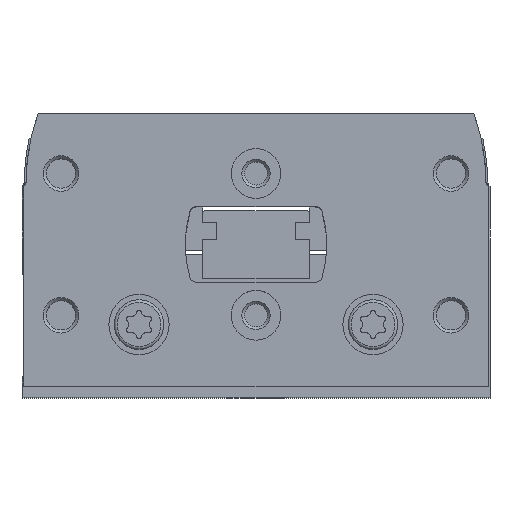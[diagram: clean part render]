
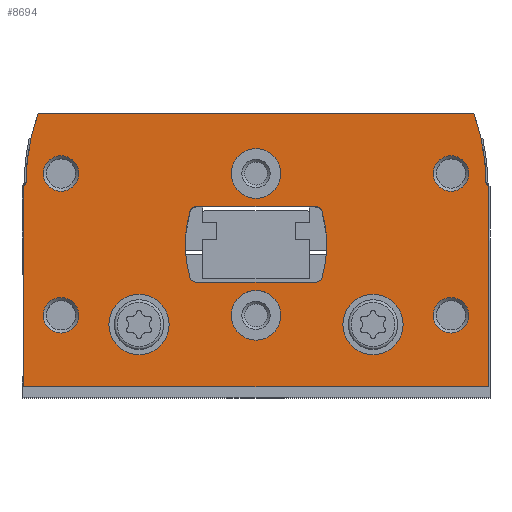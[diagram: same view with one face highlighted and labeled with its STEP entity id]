
A CAD part, top view. The second image highlights one B-rep face of the part: STEP entity #8694.
In plain terms, the highlighted planar face has unit normal (0, 0, 1).
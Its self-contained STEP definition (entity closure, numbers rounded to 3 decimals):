
#433=LINE('',#13581,#939);
#438=LINE('',#13591,#944);
#445=LINE('',#13608,#951);
#451=LINE('',#13620,#957);
#464=LINE('',#13686,#970);
#466=LINE('',#13692,#972);
#467=LINE('',#13720,#973);
#468=LINE('',#13740,#974);
#939=VECTOR('',#11081,1000.);
#944=VECTOR('',#11088,1000.);
#951=VECTOR('',#11103,1000.);
#957=VECTOR('',#11113,1000.);
#970=VECTOR('',#11164,1000.);
#972=VECTOR('',#11172,1000.);
#973=VECTOR('',#11201,1000.);
#974=VECTOR('',#11222,1000.);
#1238=PLANE('',#9435);
#2361=ORIENTED_EDGE('',*,*,#3953,.F.);
#2362=ORIENTED_EDGE('',*,*,#3954,.F.);
#2363=ORIENTED_EDGE('',*,*,#3955,.T.);
#2364=ORIENTED_EDGE('',*,*,#3956,.T.);
#2365=ORIENTED_EDGE('',*,*,#3957,.T.);
#2366=ORIENTED_EDGE('',*,*,#3958,.T.);
#2367=ORIENTED_EDGE('',*,*,#3959,.T.);
#2368=ORIENTED_EDGE('',*,*,#3960,.T.);
#2369=ORIENTED_EDGE('',*,*,#3918,.F.);
#2370=ORIENTED_EDGE('',*,*,#3934,.F.);
#2371=ORIENTED_EDGE('',*,*,#3930,.F.);
#2372=ORIENTED_EDGE('',*,*,#3927,.F.);
#2373=ORIENTED_EDGE('',*,*,#3961,.F.);
#2374=ORIENTED_EDGE('',*,*,#3962,.F.);
#2375=ORIENTED_EDGE('',*,*,#3963,.F.);
#2376=ORIENTED_EDGE('',*,*,#3921,.F.);
#2377=ORIENTED_EDGE('',*,*,#3905,.T.);
#2378=ORIENTED_EDGE('',*,*,#3899,.T.);
#2379=ORIENTED_EDGE('',*,*,#3938,.T.);
#2380=ORIENTED_EDGE('',*,*,#3885,.T.);
#2381=ORIENTED_EDGE('',*,*,#3890,.T.);
#2382=ORIENTED_EDGE('',*,*,#3894,.T.);
#2383=ORIENTED_EDGE('',*,*,#3952,.T.);
#2384=ORIENTED_EDGE('',*,*,#3911,.T.);
#3885=EDGE_CURVE('',#4775,#4774,#433,.T.);
#3890=EDGE_CURVE('',#4774,#4778,#438,.T.);
#3894=EDGE_CURVE('',#4778,#4780,#5312,.T.);
#3899=EDGE_CURVE('',#4782,#4784,#445,.T.);
#3905=EDGE_CURVE('',#4788,#4782,#451,.T.);
#3911=EDGE_CURVE('',#4793,#4788,#5314,.T.);
#3918=EDGE_CURVE('',#4797,#4798,#5317,.T.);
#3921=EDGE_CURVE('',#4798,#4799,#5318,.T.);
#3927=EDGE_CURVE('',#4803,#4804,#5321,.T.);
#3930=EDGE_CURVE('',#4804,#4806,#5322,.T.);
#3934=EDGE_CURVE('',#4806,#4797,#464,.T.);
#3938=EDGE_CURVE('',#4784,#4775,#466,.T.);
#3952=EDGE_CURVE('',#4780,#4793,#467,.T.);
#3953=EDGE_CURVE('',#4821,#4821,#5340,.T.);
#3954=EDGE_CURVE('',#4822,#4822,#5341,.T.);
#3955=EDGE_CURVE('',#4823,#4823,#5342,.T.);
#3956=EDGE_CURVE('',#4824,#4824,#5343,.T.);
#3957=EDGE_CURVE('',#4825,#4825,#5344,.T.);
#3958=EDGE_CURVE('',#4826,#4826,#5345,.T.);
#3959=EDGE_CURVE('',#4827,#4827,#5346,.T.);
#3960=EDGE_CURVE('',#4828,#4828,#5347,.T.);
#3961=EDGE_CURVE('',#4829,#4803,#5348,.T.);
#3962=EDGE_CURVE('',#4830,#4829,#468,.T.);
#3963=EDGE_CURVE('',#4799,#4830,#5349,.T.);
#4774=VERTEX_POINT('',#13580);
#4775=VERTEX_POINT('',#13582);
#4778=VERTEX_POINT('',#13590);
#4780=VERTEX_POINT('',#13597);
#4782=VERTEX_POINT('',#13602);
#4784=VERTEX_POINT('',#13607);
#4788=VERTEX_POINT('',#13618);
#4793=VERTEX_POINT('',#13633);
#4797=VERTEX_POINT('',#13647);
#4798=VERTEX_POINT('',#13649);
#4799=VERTEX_POINT('',#13657);
#4803=VERTEX_POINT('',#13670);
#4804=VERTEX_POINT('',#13672);
#4806=VERTEX_POINT('',#13681);
#4821=VERTEX_POINT('',#13723);
#4822=VERTEX_POINT('',#13725);
#4823=VERTEX_POINT('',#13727);
#4824=VERTEX_POINT('',#13729);
#4825=VERTEX_POINT('',#13731);
#4826=VERTEX_POINT('',#13733);
#4827=VERTEX_POINT('',#13735);
#4828=VERTEX_POINT('',#13737);
#4829=VERTEX_POINT('',#13739);
#4830=VERTEX_POINT('',#13741);
#5312=CIRCLE('',#9395,30.);
#5314=CIRCLE('',#9402,30.);
#5317=CIRCLE('',#9406,1.);
#5318=CIRCLE('',#9408,16.);
#5321=CIRCLE('',#9412,16.);
#5322=CIRCLE('',#9414,1.);
#5340=CIRCLE('',#9436,4.25);
#5341=CIRCLE('',#9437,4.25);
#5342=CIRCLE('',#9438,3.5);
#5343=CIRCLE('',#9439,3.5);
#5344=CIRCLE('',#9440,2.5);
#5345=CIRCLE('',#9441,2.5);
#5346=CIRCLE('',#9442,2.5);
#5347=CIRCLE('',#9443,2.5);
#5348=CIRCLE('',#9444,1.);
#5349=CIRCLE('',#9445,1.);
#5895=EDGE_LOOP('',(#2361));
#5896=EDGE_LOOP('',(#2362));
#5897=EDGE_LOOP('',(#2363));
#5898=EDGE_LOOP('',(#2364));
#5899=EDGE_LOOP('',(#2365));
#5900=EDGE_LOOP('',(#2366));
#5901=EDGE_LOOP('',(#2367));
#5902=EDGE_LOOP('',(#2368));
#5903=EDGE_LOOP('',(#2369,#2370,#2371,#2372,#2373,#2374,#2375,#2376));
#5904=EDGE_LOOP('',(#2377,#2378,#2379,#2380,#2381,#2382,#2383,#2384));
#6609=FACE_BOUND('',#5895,.T.);
#6610=FACE_BOUND('',#5896,.T.);
#6611=FACE_BOUND('',#5897,.T.);
#6612=FACE_BOUND('',#5898,.T.);
#6613=FACE_BOUND('',#5899,.T.);
#6614=FACE_BOUND('',#5900,.T.);
#6615=FACE_BOUND('',#5901,.T.);
#6616=FACE_BOUND('',#5902,.T.);
#6617=FACE_BOUND('',#5903,.T.);
#6618=FACE_BOUND('',#5904,.T.);
#8694=ADVANCED_FACE('',(#6609,#6610,#6611,#6612,#6613,#6614,#6615,#6616,
#6617,#6618),#1238,.T.);
#9395=AXIS2_PLACEMENT_3D('',#13598,#11095,#11096);
#9402=AXIS2_PLACEMENT_3D('',#13632,#11124,#11125);
#9406=AXIS2_PLACEMENT_3D('',#13648,#11135,#11136);
#9408=AXIS2_PLACEMENT_3D('',#13656,#11140,#11141);
#9412=AXIS2_PLACEMENT_3D('',#13671,#11150,#11151);
#9414=AXIS2_PLACEMENT_3D('',#13680,#11155,#11156);
#9435=AXIS2_PLACEMENT_3D('',#13721,#11202,#11203);
#9436=AXIS2_PLACEMENT_3D('',#13722,#11204,#11205);
#9437=AXIS2_PLACEMENT_3D('',#13724,#11206,#11207);
#9438=AXIS2_PLACEMENT_3D('',#13726,#11208,#11209);
#9439=AXIS2_PLACEMENT_3D('',#13728,#11210,#11211);
#9440=AXIS2_PLACEMENT_3D('',#13730,#11212,#11213);
#9441=AXIS2_PLACEMENT_3D('',#13732,#11214,#11215);
#9442=AXIS2_PLACEMENT_3D('',#13734,#11216,#11217);
#9443=AXIS2_PLACEMENT_3D('',#13736,#11218,#11219);
#9444=AXIS2_PLACEMENT_3D('',#13738,#11220,#11221);
#9445=AXIS2_PLACEMENT_3D('',#13742,#11223,#11224);
#11081=DIRECTION('',(0.,1.,0.));
#11088=DIRECTION('',(-0.866,0.5,0.));
#11095=DIRECTION('',(0.,0.,1.));
#11096=DIRECTION('',(1.,0.,0.));
#11103=DIRECTION('',(0.,-1.,0.));
#11113=DIRECTION('',(-0.866,-0.5,0.));
#11124=DIRECTION('',(0.,0.,1.));
#11125=DIRECTION('',(1.,0.,0.));
#11135=DIRECTION('',(0.,0.,1.));
#11136=DIRECTION('',(1.,0.,0.));
#11140=DIRECTION('',(0.,0.,1.));
#11141=DIRECTION('',(1.,0.,0.));
#11150=DIRECTION('',(0.,0.,1.));
#11151=DIRECTION('',(1.,0.,0.));
#11155=DIRECTION('',(0.,0.,1.));
#11156=DIRECTION('',(1.,0.,0.));
#11164=DIRECTION('',(-1.,0.,0.));
#11172=DIRECTION('',(1.,0.,0.));
#11201=DIRECTION('',(-1.,0.,0.));
#11202=DIRECTION('',(0.,0.,1.));
#11203=DIRECTION('',(1.,0.,0.));
#11204=DIRECTION('',(0.,0.,1.));
#11205=DIRECTION('',(1.,0.,0.));
#11206=DIRECTION('',(0.,0.,1.));
#11207=DIRECTION('',(1.,0.,0.));
#11208=DIRECTION('',(0.,0.,-1.));
#11209=DIRECTION('',(-1.,0.,0.));
#11210=DIRECTION('',(0.,0.,-1.));
#11211=DIRECTION('',(-1.,0.,0.));
#11212=DIRECTION('',(0.,0.,-1.));
#11213=DIRECTION('',(-1.,0.,0.));
#11214=DIRECTION('',(0.,0.,-1.));
#11215=DIRECTION('',(-1.,0.,0.));
#11216=DIRECTION('',(0.,0.,-1.));
#11217=DIRECTION('',(-1.,0.,0.));
#11218=DIRECTION('',(0.,0.,-1.));
#11219=DIRECTION('',(-1.,0.,0.));
#11220=DIRECTION('',(0.,0.,1.));
#11221=DIRECTION('',(1.,0.,0.));
#11222=DIRECTION('',(1.,0.,0.));
#11223=DIRECTION('',(0.,0.,1.));
#11224=DIRECTION('',(1.,0.,0.));
#13580=CARTESIAN_POINT('',(32.75,28.327,0.));
#13581=CARTESIAN_POINT('',(32.75,0.,0.));
#13582=CARTESIAN_POINT('',(32.75,0.,0.));
#13590=CARTESIAN_POINT('',(32.45,28.5,0.));
#13591=CARTESIAN_POINT('',(32.75,28.327,0.));
#13597=CARTESIAN_POINT('',(30.734,38.5,0.));
#13598=CARTESIAN_POINT('',(2.45,28.5,0.));
#13602=CARTESIAN_POINT('',(-32.75,28.327,0.));
#13607=CARTESIAN_POINT('',(-32.75,0.,0.));
#13608=CARTESIAN_POINT('',(-32.75,28.327,0.));
#13618=CARTESIAN_POINT('',(-32.45,28.5,0.));
#13620=CARTESIAN_POINT('',(-32.45,28.5,0.));
#13632=CARTESIAN_POINT('',(-2.45,28.5,0.));
#13633=CARTESIAN_POINT('',(-30.734,38.5,0.));
#13647=CARTESIAN_POINT('',(-8.355,25.4,0.));
#13648=CARTESIAN_POINT('',(-8.355,24.4,0.));
#13649=CARTESIAN_POINT('',(-9.312,24.69,0.));
#13656=CARTESIAN_POINT('',(6.,20.05,0.));
#13657=CARTESIAN_POINT('',(-9.312,15.41,0.));
#13670=CARTESIAN_POINT('',(9.312,15.41,0.));
#13671=CARTESIAN_POINT('',(-6.,20.05,0.));
#13672=CARTESIAN_POINT('',(9.312,24.69,0.));
#13680=CARTESIAN_POINT('',(8.355,24.4,0.));
#13681=CARTESIAN_POINT('',(8.355,25.4,0.));
#13686=CARTESIAN_POINT('',(8.355,25.4,0.));
#13692=CARTESIAN_POINT('',(-32.75,0.,0.));
#13720=CARTESIAN_POINT('',(30.734,38.5,0.));
#13721=CARTESIAN_POINT('',(2.45,28.5,0.));
#13722=CARTESIAN_POINT('',(-16.5,8.75,0.));
#13723=CARTESIAN_POINT('',(-12.25,8.75,0.));
#13724=CARTESIAN_POINT('',(16.5,8.75,0.));
#13725=CARTESIAN_POINT('',(20.75,8.75,0.));
#13726=CARTESIAN_POINT('',(0.,10.05,0.));
#13727=CARTESIAN_POINT('',(-3.5,10.05,0.));
#13728=CARTESIAN_POINT('',(0.,30.05,0.));
#13729=CARTESIAN_POINT('',(-3.5,30.05,0.));
#13730=CARTESIAN_POINT('',(27.5,10.05,0.));
#13731=CARTESIAN_POINT('',(25.,10.05,0.));
#13732=CARTESIAN_POINT('',(-27.5,10.05,0.));
#13733=CARTESIAN_POINT('',(-30.,10.05,0.));
#13734=CARTESIAN_POINT('',(-27.5,30.05,0.));
#13735=CARTESIAN_POINT('',(-30.,30.05,0.));
#13736=CARTESIAN_POINT('',(27.5,30.05,0.));
#13737=CARTESIAN_POINT('',(25.,30.05,0.));
#13738=CARTESIAN_POINT('',(8.355,15.7,0.));
#13739=CARTESIAN_POINT('',(8.355,14.7,0.));
#13740=CARTESIAN_POINT('',(-8.355,14.7,0.));
#13741=CARTESIAN_POINT('',(-8.355,14.7,0.));
#13742=CARTESIAN_POINT('',(-8.355,15.7,0.));
